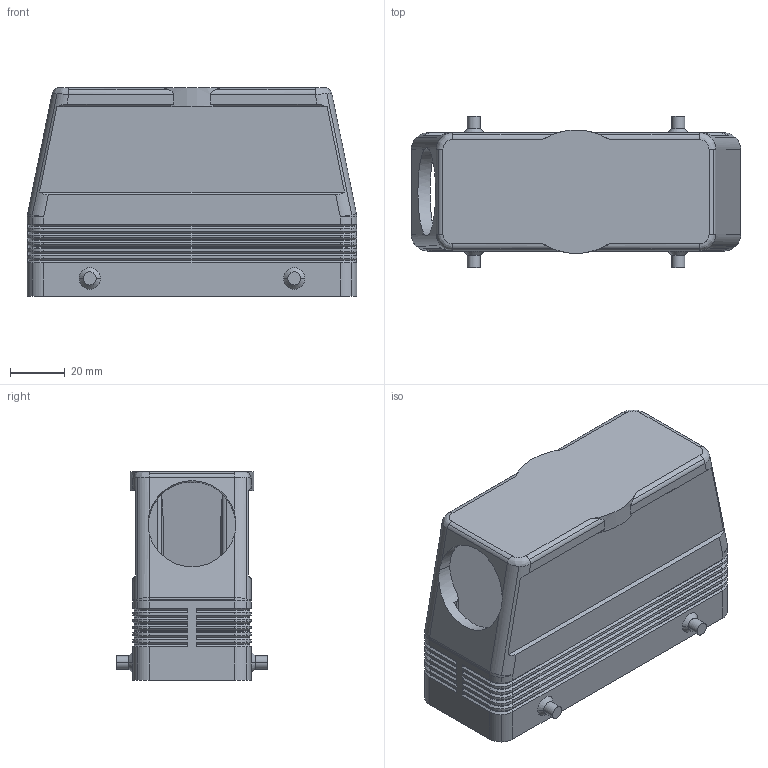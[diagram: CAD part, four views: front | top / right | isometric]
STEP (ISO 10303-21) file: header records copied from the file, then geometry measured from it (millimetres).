
FILE_DESCRIPTION(('CoCreate Modeling STEP Export'),'2;1');
FILE_NAME('MFON 24.32.stp','2011-04-19T13:52:54',(''),(''),'CoCreate Modeling STEP processor for AP214 (Solid Model)','CoCreate Modeling 16.00A 16-Aug-2008 (C) Parametric Technology GmbH','');
FILE_SCHEMA(('AUTOMOTIVE_DESIGN { 1 0 10303 214 1 1 1 1 }'));
Length unit declared in the file: millimetre
Products named in the file (2): MFON_24.32
Assembly tree (1 placements, depth 2):
  MFON_24.32
    MFON_24.32
Bounding box: 120 x 55 x 76 mm (x, y, z)
Volume: 98433.3 mm3; surface area: 52953.1 mm2
Topology: 1 solids, 1 shells, 415 faces, 984 edges, 574 vertices
Faces by surface type: plane 197, cylinder 146, cone 64, sphere 4, bspline 4
Entity records: 14916 total; most frequent: CARTESIAN_POINT 2651, ORIENTED_EDGE 1952, DIRECTION 1723, EDGE_CURVE 976, VECTOR 643, LINE 643, VERTEX_POINT 574, AXIS2_PLACEMENT_3D 540
